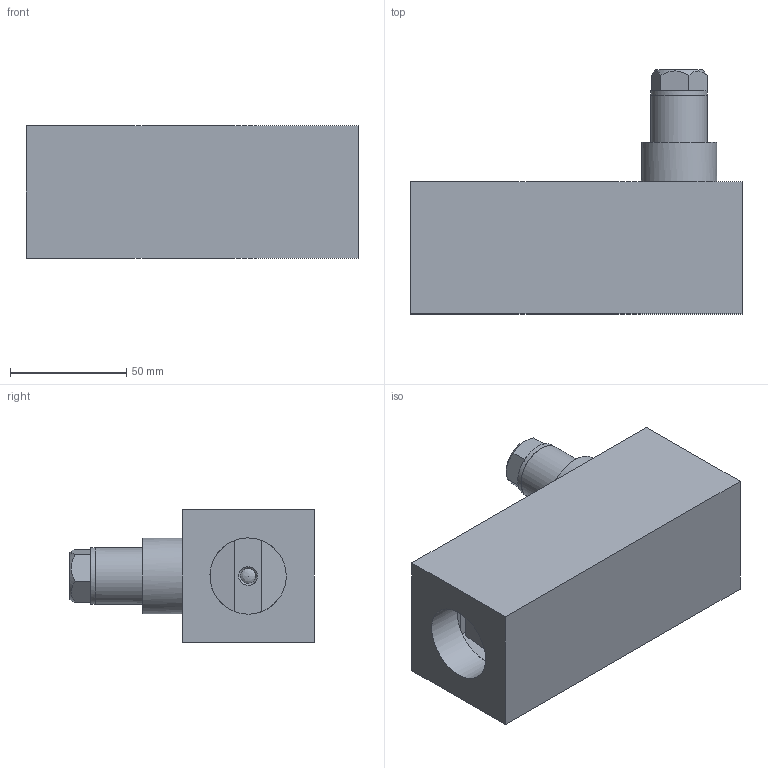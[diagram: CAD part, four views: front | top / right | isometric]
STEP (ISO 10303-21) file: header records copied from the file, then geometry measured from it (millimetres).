
FILE_DESCRIPTION(('FreeCAD Model'),'2;1');
FILE_NAME('Open CASCADE Shape Model','2025-05-04T19:13:21',('FreeCAD'),( 'FreeCAD'),'Open CASCADE STEP processor 7.6','FreeCAD','Unknown');
FILE_SCHEMA(('AUTOMOTIVE_DESIGN { 1 0 10303 214 1 1 1 1 }'));
Length unit declared in the file: millimetre
Products named in the file (1): Open CASCADE STEP translator 7.6 1
Bounding box: 143.09 x 105.26 x 56.91 mm (x, y, z)
Volume: 421949.4 mm3; surface area: 89657.7 mm2
Topology: 9 solids, 9 shells, 135 faces, 302 edges, 195 vertices
Faces by surface type: bspline 135
Entity records: 6038 total; most frequent: CARTESIAN_POINT 4151, ORIENTED_EDGE 596, EDGE_CURVE 298, VERTEX_POINT 194, B_SPLINE_CURVE_WITH_KNOTS 194, FACE_BOUND 172, EDGE_LOOP 171, ADVANCED_FACE 135
